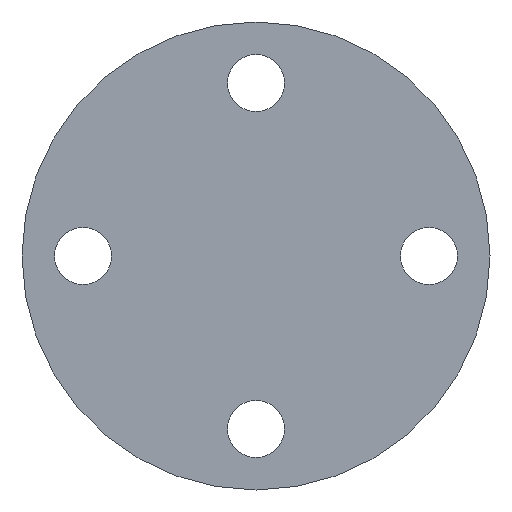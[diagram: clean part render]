
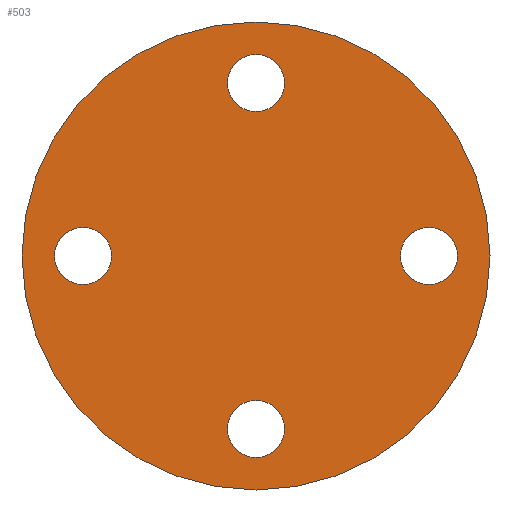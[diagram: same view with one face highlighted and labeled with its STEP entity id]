
A CAD part, front view. The second image highlights one B-rep face of the part: STEP entity #503.
In plain terms, the highlighted planar face has unit normal (0, -1, 0).
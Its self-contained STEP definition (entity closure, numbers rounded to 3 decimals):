
#12 = CARTESIAN_POINT ( 'NONE',  ( -42.5, 0., 0. ) ) ;
#13 = VERTEX_POINT ( 'NONE', #192 ) ;
#24 = DIRECTION ( 'NONE',  ( 0., 0., 1. ) ) ;
#40 = DIRECTION ( 'NONE',  ( 0., 1., 0. ) ) ;
#41 = ORIENTED_EDGE ( 'NONE', *, *, #515, .T. ) ;
#42 = AXIS2_PLACEMENT_3D ( 'NONE', #207, #152, #24 ) ;
#61 = EDGE_LOOP ( 'NONE', ( #80, #151 ) ) ;
#80 = ORIENTED_EDGE ( 'NONE', *, *, #587, .T. ) ;
#82 = ORIENTED_EDGE ( 'NONE', *, *, #247, .T. ) ;
#83 = DIRECTION ( 'NONE',  ( -1., 0., 0. ) ) ;
#84 = EDGE_LOOP ( 'NONE', ( #423, #408 ) ) ;
#88 = DIRECTION ( 'NONE',  ( 0., 0., 1. ) ) ;
#95 = DIRECTION ( 'NONE',  ( 0., 0., -1. ) ) ;
#97 = FACE_BOUND ( 'NONE', #61, .T. ) ;
#99 = VERTEX_POINT ( 'NONE', #579 ) ;
#112 = EDGE_CURVE ( 'NONE', #364, #599, #539, .T. ) ;
#116 = ORIENTED_EDGE ( 'NONE', *, *, #226, .T. ) ;
#118 = DIRECTION ( 'NONE',  ( -1., 0., 0. ) ) ;
#119 = EDGE_LOOP ( 'NONE', ( #618, #41 ) ) ;
#125 = CARTESIAN_POINT ( 'NONE',  ( -35.5, 0., 0. ) ) ;
#132 = CARTESIAN_POINT ( 'NONE',  ( 42.5, 0., 0. ) ) ;
#139 = CARTESIAN_POINT ( 'NONE',  ( 0., 0., -49.5 ) ) ;
#142 = DIRECTION ( 'NONE',  ( 0., 1., 0. ) ) ;
#151 = ORIENTED_EDGE ( 'NONE', *, *, #112, .T. ) ;
#152 = DIRECTION ( 'NONE',  ( 0., 1., 0. ) ) ;
#158 = VERTEX_POINT ( 'NONE', #297 ) ;
#160 = CIRCLE ( 'NONE', #42, 7. ) ;
#182 = CARTESIAN_POINT ( 'NONE',  ( -42.5, 0., 0. ) ) ;
#183 = AXIS2_PLACEMENT_3D ( 'NONE', #132, #40, #83 ) ;
#186 = VERTEX_POINT ( 'NONE', #251 ) ;
#188 = FACE_OUTER_BOUND ( 'NONE', #84, .T. ) ;
#191 = FACE_BOUND ( 'NONE', #313, .T. ) ;
#192 = CARTESIAN_POINT ( 'NONE',  ( 35.5, 0., 0. ) ) ;
#195 = FACE_BOUND ( 'NONE', #331, .T. ) ;
#203 = DIRECTION ( 'NONE',  ( 0., 1., 0. ) ) ;
#207 = CARTESIAN_POINT ( 'NONE',  ( 0., 0., -42.5 ) ) ;
#216 = DIRECTION ( 'NONE',  ( 0., 1., 0. ) ) ;
#218 = DIRECTION ( 'NONE',  ( 0., 1., 0. ) ) ;
#226 = EDGE_CURVE ( 'NONE', #414, #13, #300, .T. ) ;
#228 = AXIS2_PLACEMENT_3D ( 'NONE', #504, #360, #118 ) ;
#233 = ORIENTED_EDGE ( 'NONE', *, *, #402, .T. ) ;
#234 = CIRCLE ( 'NONE', #476, 7. ) ;
#235 = CARTESIAN_POINT ( 'NONE',  ( 0., 0., 42.5 ) ) ;
#247 = EDGE_CURVE ( 'NONE', #520, #316, #354, .T. ) ;
#249 = CARTESIAN_POINT ( 'NONE',  ( 0., 0., 42.5 ) ) ;
#251 = CARTESIAN_POINT ( 'NONE',  ( 0., 0., -35.5 ) ) ;
#252 = EDGE_CURVE ( 'NONE', #158, #99, #344, .T. ) ;
#259 = DIRECTION ( 'NONE',  ( 0., 0., 1. ) ) ;
#273 = CIRCLE ( 'NONE', #284, 7. ) ;
#275 = EDGE_CURVE ( 'NONE', #186, #556, #160, .T. ) ;
#284 = AXIS2_PLACEMENT_3D ( 'NONE', #182, #218, #464 ) ;
#287 = DIRECTION ( 'NONE',  ( 0., 0., 1. ) ) ;
#297 = CARTESIAN_POINT ( 'NONE',  ( 0., 0., 57.5 ) ) ;
#300 = CIRCLE ( 'NONE', #228, 7. ) ;
#311 = DIRECTION ( 'NONE',  ( 1., 0., 0. ) ) ;
#313 = EDGE_LOOP ( 'NONE', ( #323, #116 ) ) ;
#314 = AXIS2_PLACEMENT_3D ( 'NONE', #12, #203, #311 ) ;
#316 = VERTEX_POINT ( 'NONE', #125 ) ;
#323 = ORIENTED_EDGE ( 'NONE', *, *, #370, .T. ) ;
#331 = EDGE_LOOP ( 'NONE', ( #233, #82 ) ) ;
#344 = CIRCLE ( 'NONE', #568, 57.5 ) ;
#354 = CIRCLE ( 'NONE', #314, 7. ) ;
#360 = DIRECTION ( 'NONE',  ( 0., 1., 0. ) ) ;
#364 = VERTEX_POINT ( 'NONE', #416 ) ;
#370 = EDGE_CURVE ( 'NONE', #13, #414, #424, .T. ) ;
#374 = DIRECTION ( 'NONE',  ( 0., 0., 1. ) ) ;
#381 = DIRECTION ( 'NONE',  ( 0., 0., -1. ) ) ;
#386 = CARTESIAN_POINT ( 'NONE',  ( 0., 0., -42.5 ) ) ;
#389 = CARTESIAN_POINT ( 'NONE',  ( 0., 0., 0. ) ) ;
#402 = EDGE_CURVE ( 'NONE', #316, #520, #273, .T. ) ;
#408 = ORIENTED_EDGE ( 'NONE', *, *, #252, .F. ) ;
#412 = EDGE_CURVE ( 'NONE', #99, #158, #626, .T. ) ;
#413 = CARTESIAN_POINT ( 'NONE',  ( 0., 0., 0. ) ) ;
#414 = VERTEX_POINT ( 'NONE', #565 ) ;
#416 = CARTESIAN_POINT ( 'NONE',  ( 0., 0., 49.5 ) ) ;
#420 = AXIS2_PLACEMENT_3D ( 'NONE', #249, #142, #381 ) ;
#423 = ORIENTED_EDGE ( 'NONE', *, *, #412, .F. ) ;
#424 = CIRCLE ( 'NONE', #183, 7. ) ;
#435 = DIRECTION ( 'NONE',  ( 0., 1., 0. ) ) ;
#457 = CARTESIAN_POINT ( 'NONE',  ( 0., 0., 0. ) ) ;
#464 = DIRECTION ( 'NONE',  ( 1., 0., 0. ) ) ;
#476 = AXIS2_PLACEMENT_3D ( 'NONE', #386, #526, #287 ) ;
#503 = ADVANCED_FACE ( 'NONE', ( #195, #97, #191, #530, #188 ), #572, .F. ) ;
#504 = CARTESIAN_POINT ( 'NONE',  ( 42.5, 0., 0. ) ) ;
#512 = AXIS2_PLACEMENT_3D ( 'NONE', #235, #435, #95 ) ;
#515 = EDGE_CURVE ( 'NONE', #556, #186, #234, .T. ) ;
#519 = DIRECTION ( 'NONE',  ( 0., 1., 0. ) ) ;
#520 = VERTEX_POINT ( 'NONE', #581 ) ;
#526 = DIRECTION ( 'NONE',  ( 0., 1., 0. ) ) ;
#529 = CIRCLE ( 'NONE', #512, 7. ) ;
#530 = FACE_BOUND ( 'NONE', #119, .T. ) ;
#539 = CIRCLE ( 'NONE', #420, 7. ) ;
#556 = VERTEX_POINT ( 'NONE', #139 ) ;
#565 = CARTESIAN_POINT ( 'NONE',  ( 49.5, 0., 0. ) ) ;
#568 = AXIS2_PLACEMENT_3D ( 'NONE', #457, #216, #259 ) ;
#572 = PLANE ( 'NONE',  #584 ) ;
#574 = CARTESIAN_POINT ( 'NONE',  ( 0., 0., 35.5 ) ) ;
#576 = DIRECTION ( 'NONE',  ( 0., 1., 0. ) ) ;
#579 = CARTESIAN_POINT ( 'NONE',  ( 0., 0., -57.5 ) ) ;
#581 = CARTESIAN_POINT ( 'NONE',  ( -49.5, 0., 0. ) ) ;
#584 = AXIS2_PLACEMENT_3D ( 'NONE', #389, #576, #88 ) ;
#587 = EDGE_CURVE ( 'NONE', #599, #364, #529, .T. ) ;
#599 = VERTEX_POINT ( 'NONE', #574 ) ;
#618 = ORIENTED_EDGE ( 'NONE', *, *, #275, .T. ) ;
#619 = AXIS2_PLACEMENT_3D ( 'NONE', #413, #519, #374 ) ;
#626 = CIRCLE ( 'NONE', #619, 57.5 ) ;
